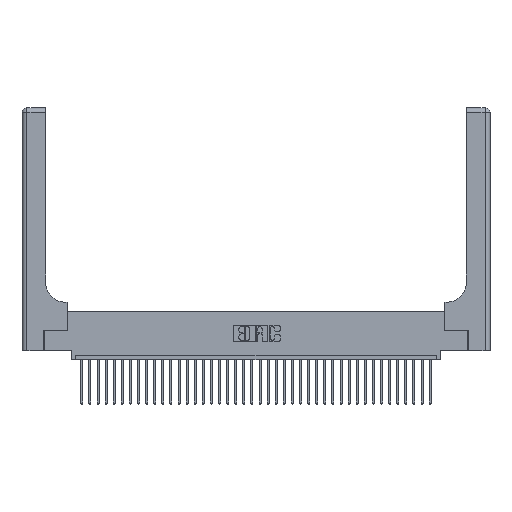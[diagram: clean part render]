
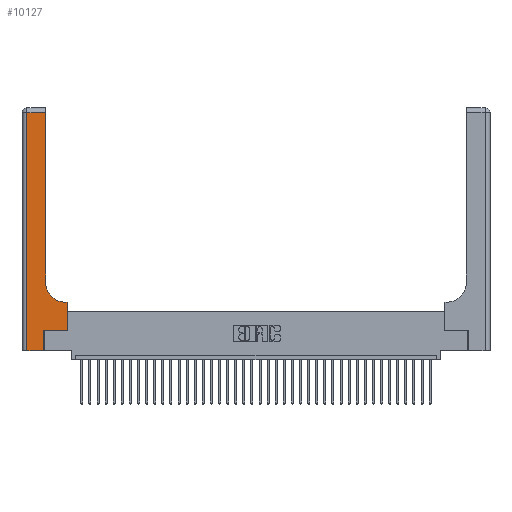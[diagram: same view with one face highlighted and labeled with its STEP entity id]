
A CAD part, top view. The second image highlights one B-rep face of the part: STEP entity #10127.
In plain terms, the highlighted planar face has unit normal (0, 0, 1).
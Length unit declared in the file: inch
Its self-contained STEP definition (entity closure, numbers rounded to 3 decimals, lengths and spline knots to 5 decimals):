
#557 = CARTESIAN_POINT ( 'NONE',  ( 0.2915, 0.85, 0.37 ) ) ;
#567 = EDGE_LOOP ( 'NONE', ( #25032, #20689, #27171, #8507, #31844, #31062, #9352, #23150, #22851 ) ) ;
#919 = VECTOR ( 'NONE', #28438, 39.37008 ) ;
#1433 = VERTEX_POINT ( 'NONE', #22473 ) ;
#2033 = VERTEX_POINT ( 'NONE', #30725 ) ;
#3883 = CARTESIAN_POINT ( 'NONE',  ( 0.5415, 0.6, 0.37 ) ) ;
#4241 = CIRCLE ( 'NONE', #23741, 0.25 ) ;
#4589 = CARTESIAN_POINT ( 'NONE',  ( 0.5415, 0.85, 0.37 ) ) ;
#4767 = VERTEX_POINT ( 'NONE', #12801 ) ;
#6005 = CARTESIAN_POINT ( 'NONE',  ( 0.269, 0., 0.37 ) ) ;
#6459 = VECTOR ( 'NONE', #31370, 39.37008 ) ;
#6816 = CARTESIAN_POINT ( 'NONE',  ( 0.5585, 0.6, 0.37 ) ) ;
#7286 = CARTESIAN_POINT ( 'NONE',  ( 0.2915, 3., 0.37 ) ) ;
#7791 = DIRECTION ( 'NONE',  ( 1., 0., 0. ) ) ;
#7802 = VECTOR ( 'NONE', #37266, 39.37008 ) ;
#8507 = ORIENTED_EDGE ( 'NONE', *, *, #24007, .T. ) ;
#9352 = ORIENTED_EDGE ( 'NONE', *, *, #28561, .T. ) ;
#10127 = ADVANCED_FACE ( 'NONE', ( #29197 ), #23945, .F. ) ;
#10431 = CARTESIAN_POINT ( 'NONE',  ( 0.269, 0., 0.37 ) ) ;
#10708 = AXIS2_PLACEMENT_3D ( 'NONE', #26932, #14958, #24082 ) ;
#12340 = EDGE_CURVE ( 'NONE', #28433, #17245, #17058, .T. ) ;
#12801 = CARTESIAN_POINT ( 'NONE',  ( 0.5585, 0.25, 0.37 ) ) ;
#14006 = CARTESIAN_POINT ( 'NONE',  ( 0.2915, 0.6, 0.37 ) ) ;
#14020 = CARTESIAN_POINT ( 'NONE',  ( 0.269, 0.25, 0.37 ) ) ;
#14707 = EDGE_CURVE ( 'NONE', #1433, #37892, #28567, .T. ) ;
#14958 = DIRECTION ( 'NONE',  ( 0., 0., -1. ) ) ;
#15006 = DIRECTION ( 'NONE',  ( -1., 0., 0. ) ) ;
#15050 = VERTEX_POINT ( 'NONE', #24635 ) ;
#15413 = LINE ( 'NONE', #14020, #31512 ) ;
#17058 = LINE ( 'NONE', #14006, #6459 ) ;
#17245 = VERTEX_POINT ( 'NONE', #3883 ) ;
#17963 = CARTESIAN_POINT ( 'NONE',  ( 0., 2.94, 0.37 ) ) ;
#18927 = LINE ( 'NONE', #22608, #919 ) ;
#19177 = DIRECTION ( 'NONE',  ( 0., 0., -1. ) ) ;
#19521 = EDGE_CURVE ( 'NONE', #17245, #34741, #4241, .T. ) ;
#20689 = ORIENTED_EDGE ( 'NONE', *, *, #26096, .T. ) ;
#20719 = EDGE_CURVE ( 'NONE', #28951, #2033, #23012, .T. ) ;
#20962 = CARTESIAN_POINT ( 'NONE',  ( 0.06, 0., 0.37 ) ) ;
#21705 = VECTOR ( 'NONE', #15006, 39.37008 ) ;
#22473 = CARTESIAN_POINT ( 'NONE',  ( 0.06, 2.94, 0.37 ) ) ;
#22608 = CARTESIAN_POINT ( 'NONE',  ( 0.5585, 0.25, 0.37 ) ) ;
#22851 = ORIENTED_EDGE ( 'NONE', *, *, #19521, .T. ) ;
#23012 = LINE ( 'NONE', #10431, #27672 ) ;
#23150 = ORIENTED_EDGE ( 'NONE', *, *, #12340, .T. ) ;
#23741 = AXIS2_PLACEMENT_3D ( 'NONE', #4589, #19177, #25236 ) ;
#23945 = PLANE ( 'NONE',  #10708 ) ;
#24001 = LINE ( 'NONE', #17963, #21705 ) ;
#24007 = EDGE_CURVE ( 'NONE', #37892, #28951, #31547, .T. ) ;
#24082 = DIRECTION ( 'NONE',  ( -1., 0., 0. ) ) ;
#24496 = VECTOR ( 'NONE', #34068, 39.37008 ) ;
#24635 = CARTESIAN_POINT ( 'NONE',  ( 0.2915, 2.94, 0.37 ) ) ;
#25032 = ORIENTED_EDGE ( 'NONE', *, *, #36368, .T. ) ;
#25236 = DIRECTION ( 'NONE',  ( 1., 0., 0. ) ) ;
#26096 = EDGE_CURVE ( 'NONE', #15050, #1433, #24001, .T. ) ;
#26932 = CARTESIAN_POINT ( 'NONE',  ( 0., 3., 0.37 ) ) ;
#27171 = ORIENTED_EDGE ( 'NONE', *, *, #14707, .T. ) ;
#27672 = VECTOR ( 'NONE', #31049, 39.37008 ) ;
#28287 = DIRECTION ( 'NONE',  ( 1., 0., 0. ) ) ;
#28433 = VERTEX_POINT ( 'NONE', #6816 ) ;
#28438 = DIRECTION ( 'NONE',  ( 0., 1., 0. ) ) ;
#28561 = EDGE_CURVE ( 'NONE', #4767, #28433, #18927, .T. ) ;
#28567 = LINE ( 'NONE', #28791, #7802 ) ;
#28791 = CARTESIAN_POINT ( 'NONE',  ( 0.06, 3., 0.37 ) ) ;
#28951 = VERTEX_POINT ( 'NONE', #6005 ) ;
#29197 = FACE_OUTER_BOUND ( 'NONE', #567, .T. ) ;
#30725 = CARTESIAN_POINT ( 'NONE',  ( 0.269, 0.25, 0.37 ) ) ;
#31049 = DIRECTION ( 'NONE',  ( 0., 1., 0. ) ) ;
#31062 = ORIENTED_EDGE ( 'NONE', *, *, #34283, .T. ) ;
#31370 = DIRECTION ( 'NONE',  ( -1., 0., 0. ) ) ;
#31512 = VECTOR ( 'NONE', #7791, 39.37008 ) ;
#31547 = LINE ( 'NONE', #37145, #32458 ) ;
#31844 = ORIENTED_EDGE ( 'NONE', *, *, #20719, .T. ) ;
#32458 = VECTOR ( 'NONE', #28287, 39.37008 ) ;
#34068 = DIRECTION ( 'NONE',  ( 0., 1., 0. ) ) ;
#34283 = EDGE_CURVE ( 'NONE', #2033, #4767, #15413, .T. ) ;
#34604 = LINE ( 'NONE', #7286, #24496 ) ;
#34741 = VERTEX_POINT ( 'NONE', #557 ) ;
#36368 = EDGE_CURVE ( 'NONE', #34741, #15050, #34604, .T. ) ;
#37145 = CARTESIAN_POINT ( 'NONE',  ( 0., 0., 0.37 ) ) ;
#37266 = DIRECTION ( 'NONE',  ( 0., -1., 0. ) ) ;
#37892 = VERTEX_POINT ( 'NONE', #20962 ) ;
